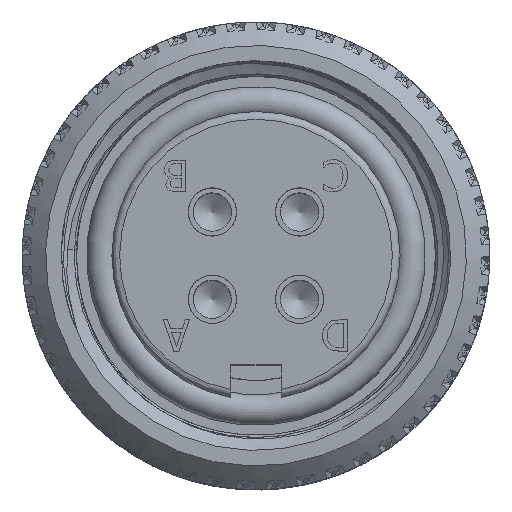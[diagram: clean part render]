
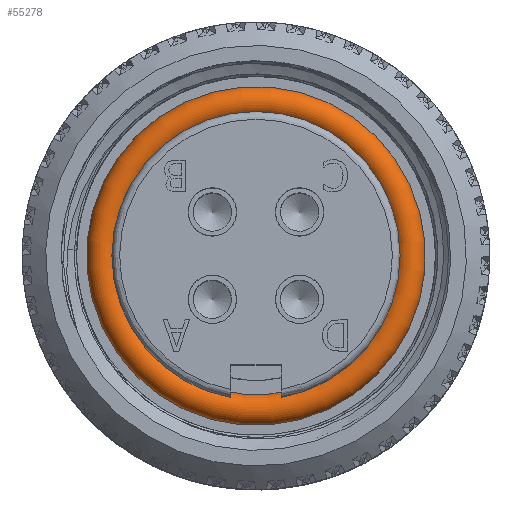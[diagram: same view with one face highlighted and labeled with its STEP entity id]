
A CAD part, top view. The second image highlights one B-rep face of the part: STEP entity #55278.
In plain terms, the highlighted toroidal (fillet/blend) face has major radius 5.025 mm and minor radius 0.5 mm.
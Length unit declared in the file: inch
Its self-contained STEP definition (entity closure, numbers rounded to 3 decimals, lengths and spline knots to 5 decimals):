
#95=TOROIDAL_SURFACE('',#57414,0.19783,0.01969);
#2556=CIRCLE('',#57415,0.01969);
#2557=CIRCLE('',#57416,0.17815);
#7003=FACE_OUTER_BOUND('',#10159,.T.);
#10159=EDGE_LOOP('',(#45222,#45223,#45224,#45225));
#22996=VERTEX_POINT('',#127925);
#30565=EDGE_CURVE('',#22996,#22996,#2556,.T.);
#30566=EDGE_CURVE('',#22996,#22996,#2557,.T.);
#45222=ORIENTED_EDGE('',*,*,#30565,.F.);
#45223=ORIENTED_EDGE('',*,*,#30566,.T.);
#45224=ORIENTED_EDGE('',*,*,#30565,.T.);
#45225=ORIENTED_EDGE('',*,*,#30566,.F.);
#55278=ADVANCED_FACE('',(#7003),#95,.T.);
#57414=AXIS2_PLACEMENT_3D('',#127924,#61467,#61468);
#57415=AXIS2_PLACEMENT_3D('',#127926,#61469,#61470);
#57416=AXIS2_PLACEMENT_3D('',#127927,#61471,#61472);
#61467=DIRECTION('center_axis',(1.,0.,0.));
#61468=DIRECTION('ref_axis',(0.,0.,-1.));
#61469=DIRECTION('center_axis',(0.,-1.,0.));
#61470=DIRECTION('ref_axis',(0.,0.,1.));
#61471=DIRECTION('center_axis',(-1.,0.,0.));
#61472=DIRECTION('ref_axis',(0.,0.,-1.));
#127924=CARTESIAN_POINT('Origin',(0.,0.,0.));
#127925=CARTESIAN_POINT('',(0.,0.,
0.17815));
#127926=CARTESIAN_POINT('Origin',(0.,0.,0.19783));
#127927=CARTESIAN_POINT('Origin',(0.,0.,0.));
